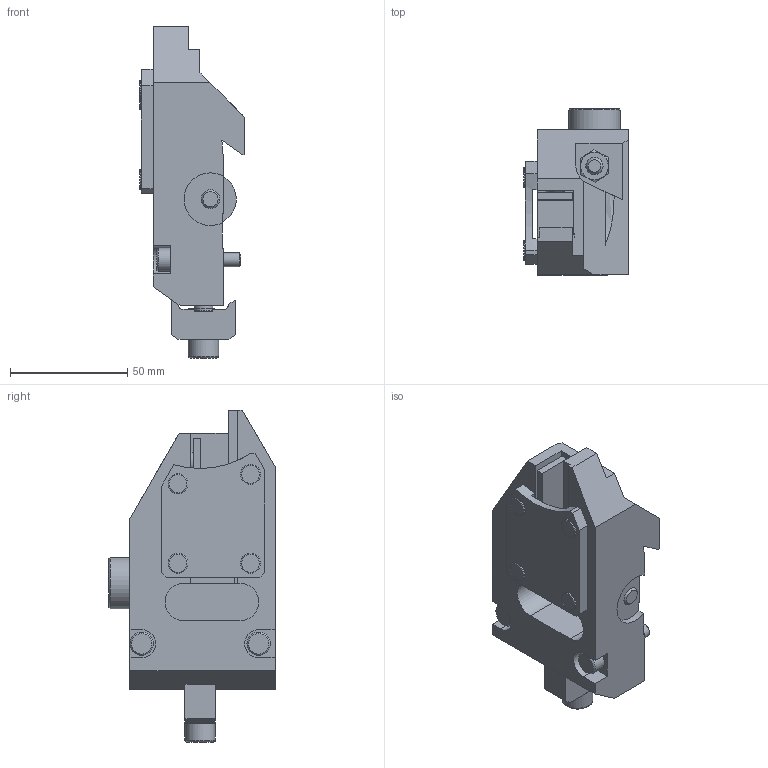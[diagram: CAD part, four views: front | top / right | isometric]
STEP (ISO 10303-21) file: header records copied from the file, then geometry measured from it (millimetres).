
FILE_DESCRIPTION(/* description */ (''),/* implementation_level */ '2;1');
FILE_NAME(/* name */ '10011150757nxv000_00_214.stp',/* time_stamp */ '2023-11-29T12:33:35+01:00',/* author */ (''),/* organization */ (''),/* preprocessor_version */ 'ST-DEVELOPER v18.1',/* originating_system */ 'SIEMENS PLM Software NX 2000',/* authorisation */ '');
FILE_SCHEMA (('AUTOMOTIVE_DESIGN { 1 0 10303 214 3 1 1 1 }'));
Length unit declared in the file: millimetre
Products named in the file (1): 10011150757nxv000_00
Bounding box: 44.8 x 71 x 141.86 mm (x, y, z)
Volume: 181596.5 mm3; surface area: 37147.4 mm2
Topology: 1 solids, 1 shells, 190 faces, 495 edges, 325 vertices
Faces by surface type: plane 120, cylinder 49, cone 10, torus 10, sphere 1
Full cylindrical faces by diameter (mm): 3.8 x1, 6 x2, 6.2 x1, 6.6 x1, 8 x3, 8.5 x4, 10 x2, 10.6 x1, 13 x1, 22 x1
Entity records: 5607 total; most frequent: CARTESIAN_POINT 1021, DIRECTION 947, ORIENTED_EDGE 890, EDGE_CURVE 445, AXIS2_PLACEMENT_3D 321, VERTEX_POINT 313, LINE 305, VECTOR 305
